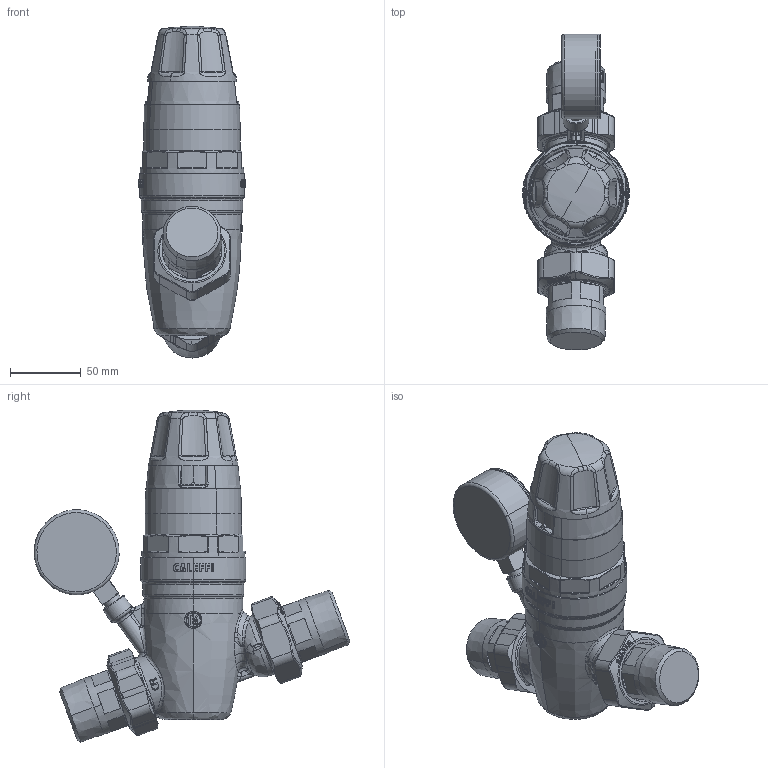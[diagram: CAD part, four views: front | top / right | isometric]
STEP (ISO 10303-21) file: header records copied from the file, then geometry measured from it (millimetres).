
FILE_DESCRIPTION(('CATIA V5 STEP Exchange','CAx-IF Rec.Pracs.--- Model Styling and Organization---1.4--- 2014-01-23','CAx-IF Rec.Pracs.---3D Tessellated Data Validation Properties---0.5---2014-09-14'),'2;1');
FILE_NAME('STEP_535071_-_TST.stp','2022-05-05T14:38:57+00:00',('none'),('none'),'CATIA Version 5-6 Release 2019 SP3','CATIA V5 STEP AP242 v1','none');
FILE_SCHEMA(('AP242_MANAGED_MODEL_BASED_3D_ENGINEERING_MIM_LF {1 0 10303 442 1 1 4}'));
Products named in the file (1): 535071 - TST
Bounding box: 75 x 222.54 x 234.01 mm (x, y, z)
Volume: 979629.2 mm3; surface area: 99976.3 mm2
Topology: 10 solids, 11 shells, 3059 faces, 7427 edges, 4201 vertices
Faces by surface type: bspline 1397, plane 678, cylinder 521, torus 189, sphere 180, cone 88, revolution 6
Entity records: 158684 total; most frequent: CARTESIAN_POINT 104018, ORIENTED_EDGE 14290, EDGE_CURVE 7145, DIRECTION 5522, B_SPLINE_CURVE_WITH_KNOTS 4223, VERTEX_POINT 4201, EDGE_LOOP 3158, ADVANCED_FACE 3059
